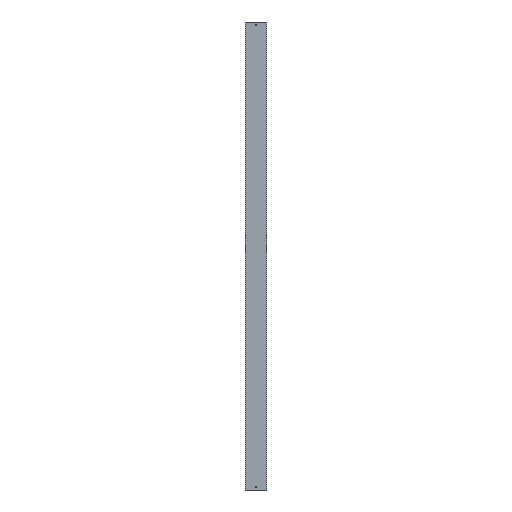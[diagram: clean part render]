
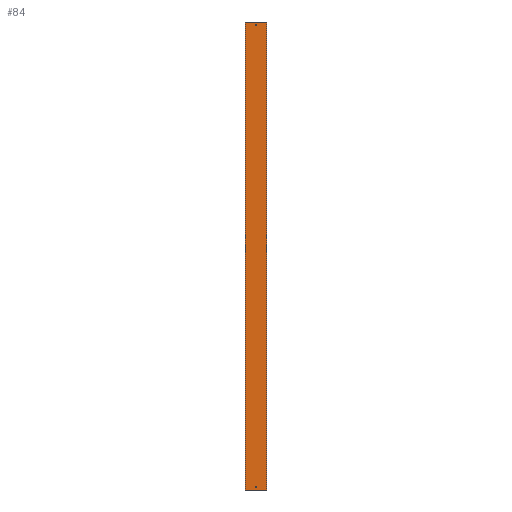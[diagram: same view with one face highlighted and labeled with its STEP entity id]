
A CAD part, front view. The second image highlights one B-rep face of the part: STEP entity #84.
In plain terms, the highlighted planar face has unit normal (0, -1, 0).
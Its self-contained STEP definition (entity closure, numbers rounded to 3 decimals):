
#5 = ORIENTED_EDGE ( 'NONE', *, *, #542, .T. ) ;
#13 = EDGE_LOOP ( 'NONE', ( #464, #456 ) ) ;
#26 = AXIS2_PLACEMENT_3D ( 'NONE', #403, #72, #61 ) ;
#43 = FACE_BOUND ( 'NONE', #13, .T. ) ;
#45 = EDGE_CURVE ( 'NONE', #119, #252, #141, .T. ) ;
#54 = EDGE_CURVE ( 'NONE', #586, #401, #59, .T. ) ;
#58 = ORIENTED_EDGE ( 'NONE', *, *, #355, .F. ) ;
#59 = LINE ( 'NONE', #151, #205 ) ;
#61 = DIRECTION ( 'NONE',  ( 1., 0., 0. ) ) ;
#72 = DIRECTION ( 'NONE',  ( 0., -1., 0. ) ) ;
#74 = ORIENTED_EDGE ( 'NONE', *, *, #300, .F. ) ;
#76 = DIRECTION ( 'NONE',  ( -1., 0., 0. ) ) ;
#81 = DIRECTION ( 'NONE',  ( 0., -1., 0. ) ) ;
#84 = ADVANCED_FACE ( 'NONE', ( #43, #237, #335 ), #522, .F. ) ;
#85 = CARTESIAN_POINT ( 'NONE',  ( -2.75, -1.5, 986. ) ) ;
#89 = CARTESIAN_POINT ( 'NONE',  ( 44., -1.5, 1000. ) ) ;
#92 = CIRCLE ( 'NONE', #227, 2.75 ) ;
#107 = DIRECTION ( 'NONE',  ( -1., 0., 0. ) ) ;
#119 = VERTEX_POINT ( 'NONE', #590 ) ;
#123 = AXIS2_PLACEMENT_3D ( 'NONE', #509, #81, #530 ) ;
#129 = ORIENTED_EDGE ( 'NONE', *, *, #381, .F. ) ;
#141 = LINE ( 'NONE', #527, #348 ) ;
#147 = EDGE_CURVE ( 'NONE', #273, #356, #244, .T. ) ;
#151 = CARTESIAN_POINT ( 'NONE',  ( 44., -1.5, 1000. ) ) ;
#160 = EDGE_LOOP ( 'NONE', ( #129, #74 ) ) ;
#173 = DIRECTION ( 'NONE',  ( 0., 0., -1. ) ) ;
#174 = ORIENTED_EDGE ( 'NONE', *, *, #54, .F. ) ;
#182 = CARTESIAN_POINT ( 'NONE',  ( 46.183, -1.5, -1000. ) ) ;
#193 = DIRECTION ( 'NONE',  ( 0., 0., -1. ) ) ;
#195 = CIRCLE ( 'NONE', #123, 2.75 ) ;
#205 = VECTOR ( 'NONE', #343, 1000. ) ;
#227 = AXIS2_PLACEMENT_3D ( 'NONE', #272, #373, #370 ) ;
#237 = FACE_BOUND ( 'NONE', #160, .T. ) ;
#244 = CIRCLE ( 'NONE', #26, 2.75 ) ;
#252 = VERTEX_POINT ( 'NONE', #182 ) ;
#272 = CARTESIAN_POINT ( 'NONE',  ( 0., -1.5, 986. ) ) ;
#273 = VERTEX_POINT ( 'NONE', #512 ) ;
#288 = DIRECTION ( 'NONE',  ( 0., 1., 0. ) ) ;
#300 = EDGE_CURVE ( 'NONE', #359, #357, #523, .T. ) ;
#301 = LINE ( 'NONE', #485, #395 ) ;
#312 = EDGE_LOOP ( 'NONE', ( #316, #58, #174, #5 ) ) ;
#316 = ORIENTED_EDGE ( 'NONE', *, *, #45, .T. ) ;
#321 = LINE ( 'NONE', #410, #414 ) ;
#335 = FACE_OUTER_BOUND ( 'NONE', #312, .T. ) ;
#343 = DIRECTION ( 'NONE',  ( 1., 0., 0. ) ) ;
#348 = VECTOR ( 'NONE', #581, 1000. ) ;
#355 = EDGE_CURVE ( 'NONE', #401, #252, #321, .T. ) ;
#356 = VERTEX_POINT ( 'NONE', #85 ) ;
#357 = VERTEX_POINT ( 'NONE', #365 ) ;
#359 = VERTEX_POINT ( 'NONE', #407 ) ;
#365 = CARTESIAN_POINT ( 'NONE',  ( 2.75, -1.5, -986. ) ) ;
#370 = DIRECTION ( 'NONE',  ( 1., 0., 0. ) ) ;
#373 = DIRECTION ( 'NONE',  ( 0., -1., 0. ) ) ;
#381 = EDGE_CURVE ( 'NONE', #357, #359, #195, .T. ) ;
#395 = VECTOR ( 'NONE', #193, 1000. ) ;
#397 = CARTESIAN_POINT ( 'NONE',  ( -46.183, -1.5, 1000. ) ) ;
#401 = VERTEX_POINT ( 'NONE', #579 ) ;
#403 = CARTESIAN_POINT ( 'NONE',  ( 0., -1.5, 986. ) ) ;
#407 = CARTESIAN_POINT ( 'NONE',  ( -2.75, -1.5, -986. ) ) ;
#410 = CARTESIAN_POINT ( 'NONE',  ( 46.183, -1.5, 1000. ) ) ;
#413 = AXIS2_PLACEMENT_3D ( 'NONE', #552, #598, #76 ) ;
#414 = VECTOR ( 'NONE', #173, 1000. ) ;
#439 = EDGE_CURVE ( 'NONE', #356, #273, #92, .T. ) ;
#456 = ORIENTED_EDGE ( 'NONE', *, *, #439, .F. ) ;
#464 = ORIENTED_EDGE ( 'NONE', *, *, #147, .F. ) ;
#485 = CARTESIAN_POINT ( 'NONE',  ( -46.183, -1.5, 1000. ) ) ;
#509 = CARTESIAN_POINT ( 'NONE',  ( 0., -1.5, -986. ) ) ;
#512 = CARTESIAN_POINT ( 'NONE',  ( 2.75, -1.5, 986. ) ) ;
#522 = PLANE ( 'NONE',  #565 ) ;
#523 = CIRCLE ( 'NONE', #413, 2.75 ) ;
#527 = CARTESIAN_POINT ( 'NONE',  ( 44., -1.5, -1000. ) ) ;
#530 = DIRECTION ( 'NONE',  ( -1., 0., 0. ) ) ;
#542 = EDGE_CURVE ( 'NONE', #586, #119, #301, .T. ) ;
#552 = CARTESIAN_POINT ( 'NONE',  ( 0., -1.5, -986. ) ) ;
#565 = AXIS2_PLACEMENT_3D ( 'NONE', #89, #288, #107 ) ;
#579 = CARTESIAN_POINT ( 'NONE',  ( 46.183, -1.5, 1000. ) ) ;
#581 = DIRECTION ( 'NONE',  ( 1., 0., 0. ) ) ;
#586 = VERTEX_POINT ( 'NONE', #397 ) ;
#590 = CARTESIAN_POINT ( 'NONE',  ( -46.183, -1.5, -1000. ) ) ;
#598 = DIRECTION ( 'NONE',  ( 0., -1., 0. ) ) ;
